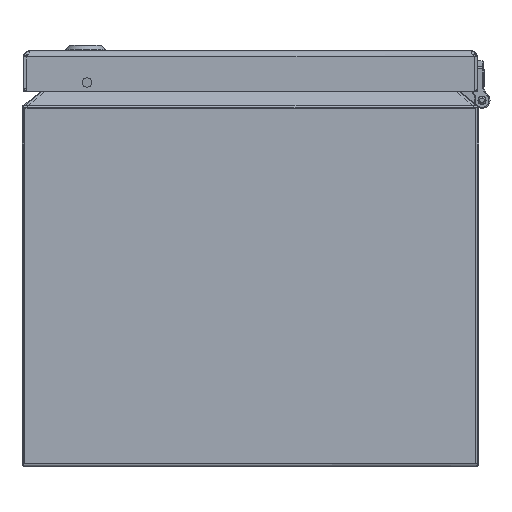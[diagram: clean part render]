
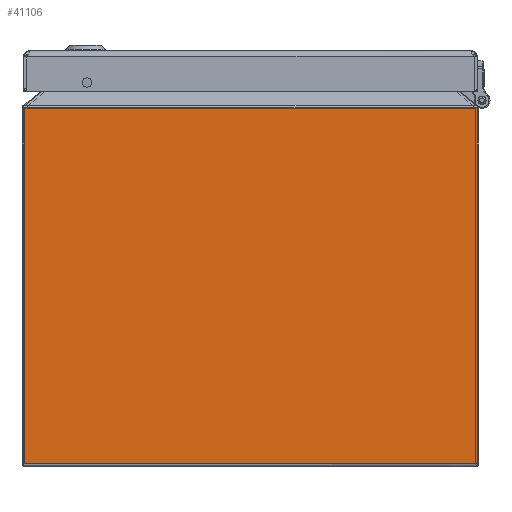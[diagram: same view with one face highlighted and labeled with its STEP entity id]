
A CAD part, left-side view. The second image highlights one B-rep face of the part: STEP entity #41106.
In plain terms, the highlighted planar face has unit normal (-1, 0, 0).
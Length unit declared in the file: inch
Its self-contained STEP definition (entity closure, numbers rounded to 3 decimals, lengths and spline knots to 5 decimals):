
#2156 = CARTESIAN_POINT ( 'NONE',  ( -23.85, -0.12008, -8.13506 ) ) ;
#5978 = CARTESIAN_POINT ( 'NONE',  ( -23.85, -0.12008, -1.1236 ) ) ;
#8256 = CARTESIAN_POINT ( 'NONE',  ( -23.85, 8.81992, -1.10002 ) ) ;
#11909 = CARTESIAN_POINT ( 'NONE',  ( -23.85, -0.12008, -1.10002 ) ) ;
#12976 = PLANE ( 'NONE',  #39190 ) ;
#19921 = VERTEX_POINT ( 'NONE', #86397 ) ;
#24802 = DIRECTION ( 'NONE',  ( 0., 0., 1. ) ) ;
#25399 = EDGE_CURVE ( 'NONE', #83049, #19921, #29770, .T. ) ;
#27787 = DIRECTION ( 'NONE',  ( 0., 1., 0. ) ) ;
#29144 = CARTESIAN_POINT ( 'NONE',  ( -23.85, -0.12008, -1.1236 ) ) ;
#29511 = FACE_OUTER_BOUND ( 'NONE', #72930, .T. ) ;
#29770 = LINE ( 'NONE', #2156, #96591 ) ;
#39190 = AXIS2_PLACEMENT_3D ( 'NONE', #11909, #69171, #101800 ) ;
#41106 = ADVANCED_FACE ( 'NONE', ( #29511 ), #12976, .F. ) ;
#47972 = ORIENTED_EDGE ( 'NONE', *, *, #88139, .F. ) ;
#62112 = VERTEX_POINT ( 'NONE', #29144 ) ;
#62478 = VECTOR ( 'NONE', #24802, 39.37008 ) ;
#63191 = ORIENTED_EDGE ( 'NONE', *, *, #25399, .F. ) ;
#65733 = EDGE_CURVE ( 'NONE', #19921, #94190, #100604, .T. ) ;
#69039 = VECTOR ( 'NONE', #88330, 39.37008 ) ;
#69171 = DIRECTION ( 'NONE',  ( 1., 0., 0. ) ) ;
#69947 = LINE ( 'NONE', #102564, #91217 ) ;
#71880 = EDGE_CURVE ( 'NONE', #94190, #62112, #86724, .T. ) ;
#72930 = EDGE_LOOP ( 'NONE', ( #63191, #47972, #86822, #96885 ) ) ;
#77954 = DIRECTION ( 'NONE',  ( 0., 0., -1. ) ) ;
#83049 = VERTEX_POINT ( 'NONE', #97671 ) ;
#86397 = CARTESIAN_POINT ( 'NONE',  ( -23.85, 8.81992, -8.13506 ) ) ;
#86724 = LINE ( 'NONE', #5978, #69039 ) ;
#86822 = ORIENTED_EDGE ( 'NONE', *, *, #71880, .F. ) ;
#88139 = EDGE_CURVE ( 'NONE', #62112, #83049, #69947, .T. ) ;
#88330 = DIRECTION ( 'NONE',  ( 0., -1., 0. ) ) ;
#91217 = VECTOR ( 'NONE', #77954, 39.37008 ) ;
#93336 = CARTESIAN_POINT ( 'NONE',  ( -23.85, 8.81992, -1.1236 ) ) ;
#94190 = VERTEX_POINT ( 'NONE', #93336 ) ;
#96591 = VECTOR ( 'NONE', #27787, 39.37008 ) ;
#96885 = ORIENTED_EDGE ( 'NONE', *, *, #65733, .F. ) ;
#97671 = CARTESIAN_POINT ( 'NONE',  ( -23.85, -0.12008, -8.13506 ) ) ;
#100604 = LINE ( 'NONE', #8256, #62478 ) ;
#101800 = DIRECTION ( 'NONE',  ( 0., 1., 0. ) ) ;
#102564 = CARTESIAN_POINT ( 'NONE',  ( -23.85, -0.12008, -1.10002 ) ) ;
